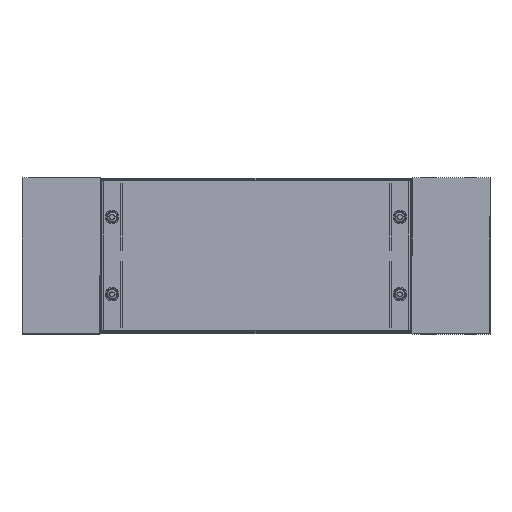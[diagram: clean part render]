
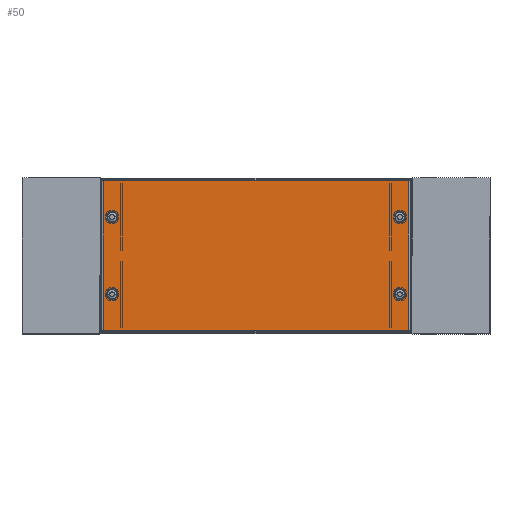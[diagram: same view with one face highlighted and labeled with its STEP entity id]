
A CAD part, top view. The second image highlights one B-rep face of the part: STEP entity #50.
In plain terms, the highlighted planar face has unit normal (0, 0, 1).
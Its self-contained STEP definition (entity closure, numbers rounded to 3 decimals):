
#50 = ADVANCED_FACE ( 'NONE', ( #4322, #2756, #3166, #2946, #2937 ), #5501, .F. ) ;
#87 = VECTOR ( 'NONE', #3383, 1000. ) ;
#126 = CARTESIAN_POINT ( 'NONE',  ( 192.009, 49.5, 0.75 ) ) ;
#131 = CARTESIAN_POINT ( 'NONE',  ( 184.5, 49.5, 0.75 ) ) ;
#191 = VERTEX_POINT ( 'NONE', #4670 ) ;
#294 = ORIENTED_EDGE ( 'NONE', *, *, #4687, .T. ) ;
#363 = AXIS2_PLACEMENT_3D ( 'NONE', #5350, #4034, #5856 ) ;
#459 = VERTEX_POINT ( 'NONE', #3986 ) ;
#504 = CIRCLE ( 'NONE', #2327, 7.509 ) ;
#523 = CARTESIAN_POINT ( 'NONE',  ( -184.5, -49.5, 0.75 ) ) ;
#530 = DIRECTION ( 'NONE',  ( -1., 0., 0. ) ) ;
#555 = ORIENTED_EDGE ( 'NONE', *, *, #6159, .T. ) ;
#719 = CIRCLE ( 'NONE', #6743, 7.509 ) ;
#763 = EDGE_LOOP ( 'NONE', ( #1449, #2677 ) ) ;
#793 = AXIS2_PLACEMENT_3D ( 'NONE', #2709, #4948, #6240 ) ;
#846 = EDGE_LOOP ( 'NONE', ( #1302, #5201 ) ) ;
#915 = VERTEX_POINT ( 'NONE', #1136 ) ;
#954 = EDGE_CURVE ( 'NONE', #6621, #459, #3368, .T. ) ;
#1136 = CARTESIAN_POINT ( 'NONE',  ( -192.009, -49.5, 0.75 ) ) ;
#1302 = ORIENTED_EDGE ( 'NONE', *, *, #2559, .T. ) ;
#1449 = ORIENTED_EDGE ( 'NONE', *, *, #4035, .T. ) ;
#1455 = ORIENTED_EDGE ( 'NONE', *, *, #5111, .T. ) ;
#1522 = ORIENTED_EDGE ( 'NONE', *, *, #1625, .T. ) ;
#1617 = ORIENTED_EDGE ( 'NONE', *, *, #4457, .T. ) ;
#1625 = EDGE_CURVE ( 'NONE', #4146, #6621, #5630, .T. ) ;
#1641 = DIRECTION ( 'NONE',  ( 0., 0., -1. ) ) ;
#1643 = DIRECTION ( 'NONE',  ( -1., 0., 0. ) ) ;
#1711 = DIRECTION ( 'NONE',  ( 0., 0., -1. ) ) ;
#1777 = ORIENTED_EDGE ( 'NONE', *, *, #954, .T. ) ;
#1905 = EDGE_LOOP ( 'NONE', ( #4675, #294 ) ) ;
#1948 = EDGE_LOOP ( 'NONE', ( #1455, #2392, #1522, #1777 ) ) ;
#2016 = CARTESIAN_POINT ( 'NONE',  ( -184.5, 49.5, 0.75 ) ) ;
#2039 = DIRECTION ( 'NONE',  ( 0., 0., -1. ) ) ;
#2057 = CARTESIAN_POINT ( 'NONE',  ( -196., -96., 0.75 ) ) ;
#2129 = VERTEX_POINT ( 'NONE', #7003 ) ;
#2190 = CARTESIAN_POINT ( 'NONE',  ( -196., 96., 0.75 ) ) ;
#2327 = AXIS2_PLACEMENT_3D ( 'NONE', #523, #6484, #4973 ) ;
#2348 = CIRCLE ( 'NONE', #6255, 7.509 ) ;
#2351 = CARTESIAN_POINT ( 'NONE',  ( 196., 0., 0.75 ) ) ;
#2392 = ORIENTED_EDGE ( 'NONE', *, *, #3173, .T. ) ;
#2447 = CARTESIAN_POINT ( 'NONE',  ( -184.5, -49.5, 0.75 ) ) ;
#2483 = VERTEX_POINT ( 'NONE', #7026 ) ;
#2559 = EDGE_CURVE ( 'NONE', #2483, #191, #3362, .T. ) ;
#2582 = VERTEX_POINT ( 'NONE', #3774 ) ;
#2677 = ORIENTED_EDGE ( 'NONE', *, *, #3821, .T. ) ;
#2709 = CARTESIAN_POINT ( 'NONE',  ( 184.5, 49.5, 0.75 ) ) ;
#2756 = FACE_BOUND ( 'NONE', #5513, .T. ) ;
#2801 = CARTESIAN_POINT ( 'NONE',  ( 0., 0., 0.75 ) ) ;
#2866 = AXIS2_PLACEMENT_3D ( 'NONE', #3160, #1711, #5504 ) ;
#2892 = CARTESIAN_POINT ( 'NONE',  ( -196., 0., 0.75 ) ) ;
#2920 = CIRCLE ( 'NONE', #4138, 7.509 ) ;
#2937 = FACE_BOUND ( 'NONE', #1905, .T. ) ;
#2946 = FACE_BOUND ( 'NONE', #846, .T. ) ;
#2984 = DIRECTION ( 'NONE',  ( -1., 0., 0. ) ) ;
#3105 = VERTEX_POINT ( 'NONE', #2190 ) ;
#3160 = CARTESIAN_POINT ( 'NONE',  ( 184.5, -49.5, 0.75 ) ) ;
#3166 = FACE_BOUND ( 'NONE', #763, .T. ) ;
#3173 = EDGE_CURVE ( 'NONE', #3105, #4146, #6127, .T. ) ;
#3203 = AXIS2_PLACEMENT_3D ( 'NONE', #2016, #2039, #1643 ) ;
#3339 = CARTESIAN_POINT ( 'NONE',  ( 0., -96., 0.75 ) ) ;
#3362 = CIRCLE ( 'NONE', #363, 7.509 ) ;
#3368 = LINE ( 'NONE', #2351, #3719 ) ;
#3383 = DIRECTION ( 'NONE',  ( 1., 0., 0. ) ) ;
#3393 = LINE ( 'NONE', #5173, #4491 ) ;
#3533 = CIRCLE ( 'NONE', #793, 7.509 ) ;
#3718 = AXIS2_PLACEMENT_3D ( 'NONE', #2801, #4666, #2984 ) ;
#3719 = VECTOR ( 'NONE', #5884, 1000. ) ;
#3774 = CARTESIAN_POINT ( 'NONE',  ( -192.009, 49.5, 0.75 ) ) ;
#3798 = DIRECTION ( 'NONE',  ( -1., 0., 0. ) ) ;
#3821 = EDGE_CURVE ( 'NONE', #915, #2129, #2348, .T. ) ;
#3869 = DIRECTION ( 'NONE',  ( 0., 0., -1. ) ) ;
#3986 = CARTESIAN_POINT ( 'NONE',  ( 196., 96., 0.75 ) ) ;
#4034 = DIRECTION ( 'NONE',  ( 0., 0., -1. ) ) ;
#4035 = EDGE_CURVE ( 'NONE', #2129, #915, #504, .T. ) ;
#4138 = AXIS2_PLACEMENT_3D ( 'NONE', #131, #4166, #6412 ) ;
#4146 = VERTEX_POINT ( 'NONE', #2057 ) ;
#4166 = DIRECTION ( 'NONE',  ( 0., 0., -1. ) ) ;
#4322 = FACE_OUTER_BOUND ( 'NONE', #1948, .T. ) ;
#4457 = EDGE_CURVE ( 'NONE', #6245, #2582, #4648, .T. ) ;
#4491 = VECTOR ( 'NONE', #6478, 1000. ) ;
#4556 = EDGE_CURVE ( 'NONE', #6930, #4846, #3533, .T. ) ;
#4648 = CIRCLE ( 'NONE', #3203, 7.509 ) ;
#4666 = DIRECTION ( 'NONE',  ( 0., 0., -1. ) ) ;
#4670 = CARTESIAN_POINT ( 'NONE',  ( 176.991, -49.5, 0.75 ) ) ;
#4675 = ORIENTED_EDGE ( 'NONE', *, *, #4556, .T. ) ;
#4687 = EDGE_CURVE ( 'NONE', #4846, #6930, #2920, .T. ) ;
#4846 = VERTEX_POINT ( 'NONE', #6596 ) ;
#4948 = DIRECTION ( 'NONE',  ( 0., 0., -1. ) ) ;
#4973 = DIRECTION ( 'NONE',  ( -1., 0., 0. ) ) ;
#5111 = EDGE_CURVE ( 'NONE', #459, #3105, #3393, .T. ) ;
#5173 = CARTESIAN_POINT ( 'NONE',  ( 0., 96., 0.75 ) ) ;
#5201 = ORIENTED_EDGE ( 'NONE', *, *, #5359, .T. ) ;
#5350 = CARTESIAN_POINT ( 'NONE',  ( 184.5, -49.5, 0.75 ) ) ;
#5359 = EDGE_CURVE ( 'NONE', #191, #2483, #6938, .T. ) ;
#5501 = PLANE ( 'NONE',  #3718 ) ;
#5504 = DIRECTION ( 'NONE',  ( -1., 0., 0. ) ) ;
#5513 = EDGE_LOOP ( 'NONE', ( #1617, #555 ) ) ;
#5630 = LINE ( 'NONE', #3339, #87 ) ;
#5717 = VECTOR ( 'NONE', #6643, 1000. ) ;
#5856 = DIRECTION ( 'NONE',  ( -1., 0., 0. ) ) ;
#5884 = DIRECTION ( 'NONE',  ( 0., 1., 0. ) ) ;
#5885 = CARTESIAN_POINT ( 'NONE',  ( 196., -96., 0.75 ) ) ;
#6087 = CARTESIAN_POINT ( 'NONE',  ( -176.991, 49.5, 0.75 ) ) ;
#6127 = LINE ( 'NONE', #2892, #5717 ) ;
#6159 = EDGE_CURVE ( 'NONE', #2582, #6245, #719, .T. ) ;
#6240 = DIRECTION ( 'NONE',  ( -1., 0., 0. ) ) ;
#6245 = VERTEX_POINT ( 'NONE', #6087 ) ;
#6255 = AXIS2_PLACEMENT_3D ( 'NONE', #2447, #1641, #3798 ) ;
#6412 = DIRECTION ( 'NONE',  ( -1., 0., 0. ) ) ;
#6478 = DIRECTION ( 'NONE',  ( -1., 0., 0. ) ) ;
#6484 = DIRECTION ( 'NONE',  ( 0., 0., -1. ) ) ;
#6596 = CARTESIAN_POINT ( 'NONE',  ( 176.991, 49.5, 0.75 ) ) ;
#6621 = VERTEX_POINT ( 'NONE', #5885 ) ;
#6643 = DIRECTION ( 'NONE',  ( 0., -1., 0. ) ) ;
#6743 = AXIS2_PLACEMENT_3D ( 'NONE', #7020, #3869, #530 ) ;
#6930 = VERTEX_POINT ( 'NONE', #126 ) ;
#6938 = CIRCLE ( 'NONE', #2866, 7.509 ) ;
#7003 = CARTESIAN_POINT ( 'NONE',  ( -176.991, -49.5, 0.75 ) ) ;
#7020 = CARTESIAN_POINT ( 'NONE',  ( -184.5, 49.5, 0.75 ) ) ;
#7026 = CARTESIAN_POINT ( 'NONE',  ( 192.009, -49.5, 0.75 ) ) ;
